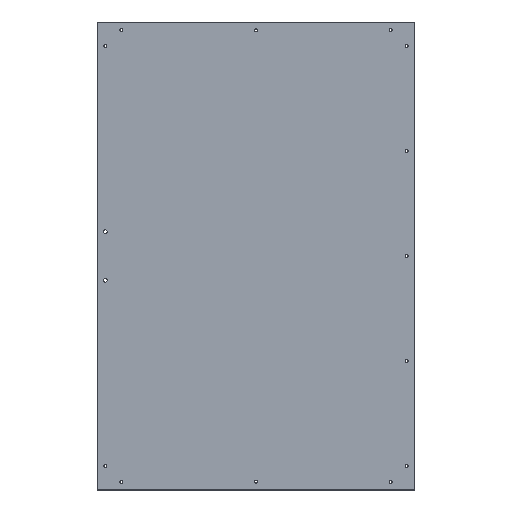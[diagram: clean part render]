
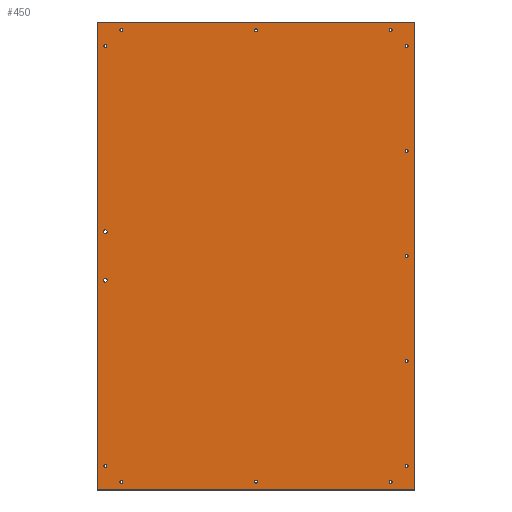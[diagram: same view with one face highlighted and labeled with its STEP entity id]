
A CAD part, top view. The second image highlights one B-rep face of the part: STEP entity #450.
In plain terms, the highlighted planar face has unit normal (0, 0, 1).
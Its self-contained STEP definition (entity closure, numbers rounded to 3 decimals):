
#15=FACE_BOUND('',#92,.T.);
#16=FACE_BOUND('',#93,.T.);
#17=FACE_BOUND('',#94,.T.);
#18=FACE_BOUND('',#95,.T.);
#19=FACE_BOUND('',#96,.T.);
#20=FACE_BOUND('',#97,.T.);
#21=FACE_BOUND('',#98,.T.);
#22=FACE_BOUND('',#99,.T.);
#23=FACE_BOUND('',#100,.T.);
#24=FACE_BOUND('',#101,.T.);
#25=FACE_BOUND('',#102,.T.);
#26=FACE_BOUND('',#103,.T.);
#27=FACE_BOUND('',#104,.T.);
#28=FACE_BOUND('',#105,.T.);
#29=FACE_BOUND('',#106,.T.);
#49=PLANE('',#515);
#70=FACE_OUTER_BOUND('',#91,.T.);
#91=EDGE_LOOP('',(#378,#379,#380,#381));
#92=EDGE_LOOP('',(#382));
#93=EDGE_LOOP('',(#383));
#94=EDGE_LOOP('',(#384));
#95=EDGE_LOOP('',(#385));
#96=EDGE_LOOP('',(#386));
#97=EDGE_LOOP('',(#387));
#98=EDGE_LOOP('',(#388));
#99=EDGE_LOOP('',(#389));
#100=EDGE_LOOP('',(#390));
#101=EDGE_LOOP('',(#391));
#102=EDGE_LOOP('',(#392));
#103=EDGE_LOOP('',(#393));
#104=EDGE_LOOP('',(#394));
#105=EDGE_LOOP('',(#395));
#106=EDGE_LOOP('',(#396));
#138=LINE('',#742,#165);
#142=LINE('',#750,#169);
#145=LINE('',#756,#172);
#148=LINE('',#761,#175);
#165=VECTOR('',#626,10.);
#169=VECTOR('',#632,10.);
#172=VECTOR('',#637,10.);
#175=VECTOR('',#642,10.);
#177=CIRCLE('',#467,3.3);
#179=CIRCLE('',#470,3.3);
#181=CIRCLE('',#473,2.75);
#183=CIRCLE('',#476,2.75);
#185=CIRCLE('',#479,2.75);
#187=CIRCLE('',#482,2.75);
#189=CIRCLE('',#485,2.75);
#191=CIRCLE('',#488,2.75);
#193=CIRCLE('',#491,2.75);
#195=CIRCLE('',#494,2.75);
#197=CIRCLE('',#497,2.75);
#199=CIRCLE('',#500,2.75);
#201=CIRCLE('',#503,2.75);
#203=CIRCLE('',#506,2.75);
#205=CIRCLE('',#509,2.75);
#207=VERTEX_POINT('',#650);
#209=VERTEX_POINT('',#656);
#211=VERTEX_POINT('',#662);
#213=VERTEX_POINT('',#668);
#215=VERTEX_POINT('',#674);
#217=VERTEX_POINT('',#680);
#219=VERTEX_POINT('',#686);
#221=VERTEX_POINT('',#692);
#223=VERTEX_POINT('',#698);
#225=VERTEX_POINT('',#704);
#227=VERTEX_POINT('',#710);
#229=VERTEX_POINT('',#716);
#231=VERTEX_POINT('',#722);
#233=VERTEX_POINT('',#728);
#235=VERTEX_POINT('',#734);
#237=VERTEX_POINT('',#740);
#238=VERTEX_POINT('',#741);
#241=VERTEX_POINT('',#749);
#243=VERTEX_POINT('',#755);
#245=EDGE_CURVE('',#207,#207,#177,.T.);
#248=EDGE_CURVE('',#209,#209,#179,.T.);
#251=EDGE_CURVE('',#211,#211,#181,.T.);
#254=EDGE_CURVE('',#213,#213,#183,.T.);
#257=EDGE_CURVE('',#215,#215,#185,.T.);
#260=EDGE_CURVE('',#217,#217,#187,.T.);
#263=EDGE_CURVE('',#219,#219,#189,.T.);
#266=EDGE_CURVE('',#221,#221,#191,.T.);
#269=EDGE_CURVE('',#223,#223,#193,.T.);
#272=EDGE_CURVE('',#225,#225,#195,.T.);
#275=EDGE_CURVE('',#227,#227,#197,.T.);
#278=EDGE_CURVE('',#229,#229,#199,.T.);
#281=EDGE_CURVE('',#231,#231,#201,.T.);
#284=EDGE_CURVE('',#233,#233,#203,.T.);
#287=EDGE_CURVE('',#235,#235,#205,.T.);
#290=EDGE_CURVE('',#237,#238,#138,.T.);
#294=EDGE_CURVE('',#241,#238,#142,.T.);
#297=EDGE_CURVE('',#243,#241,#145,.T.);
#300=EDGE_CURVE('',#243,#237,#148,.T.);
#378=ORIENTED_EDGE('',*,*,#300,.T.);
#379=ORIENTED_EDGE('',*,*,#290,.T.);
#380=ORIENTED_EDGE('',*,*,#294,.F.);
#381=ORIENTED_EDGE('',*,*,#297,.F.);
#382=ORIENTED_EDGE('',*,*,#245,.T.);
#383=ORIENTED_EDGE('',*,*,#248,.T.);
#384=ORIENTED_EDGE('',*,*,#251,.T.);
#385=ORIENTED_EDGE('',*,*,#254,.T.);
#386=ORIENTED_EDGE('',*,*,#257,.T.);
#387=ORIENTED_EDGE('',*,*,#260,.T.);
#388=ORIENTED_EDGE('',*,*,#263,.T.);
#389=ORIENTED_EDGE('',*,*,#266,.T.);
#390=ORIENTED_EDGE('',*,*,#269,.T.);
#391=ORIENTED_EDGE('',*,*,#272,.T.);
#392=ORIENTED_EDGE('',*,*,#275,.T.);
#393=ORIENTED_EDGE('',*,*,#278,.T.);
#394=ORIENTED_EDGE('',*,*,#281,.T.);
#395=ORIENTED_EDGE('',*,*,#284,.T.);
#396=ORIENTED_EDGE('',*,*,#287,.T.);
#450=ADVANCED_FACE('',(#70,#15,#16,#17,#18,#19,#20,#21,#22,#23,#24,#25,
#26,#27,#28,#29),#49,.T.);
#467=AXIS2_PLACEMENT_3D('',#651,#521,#522);
#470=AXIS2_PLACEMENT_3D('',#657,#528,#529);
#473=AXIS2_PLACEMENT_3D('',#663,#535,#536);
#476=AXIS2_PLACEMENT_3D('',#669,#542,#543);
#479=AXIS2_PLACEMENT_3D('',#675,#549,#550);
#482=AXIS2_PLACEMENT_3D('',#681,#556,#557);
#485=AXIS2_PLACEMENT_3D('',#687,#563,#564);
#488=AXIS2_PLACEMENT_3D('',#693,#570,#571);
#491=AXIS2_PLACEMENT_3D('',#699,#577,#578);
#494=AXIS2_PLACEMENT_3D('',#705,#584,#585);
#497=AXIS2_PLACEMENT_3D('',#711,#591,#592);
#500=AXIS2_PLACEMENT_3D('',#717,#598,#599);
#503=AXIS2_PLACEMENT_3D('',#723,#605,#606);
#506=AXIS2_PLACEMENT_3D('',#729,#612,#613);
#509=AXIS2_PLACEMENT_3D('',#735,#619,#620);
#515=AXIS2_PLACEMENT_3D('',#763,#644,#645);
#521=DIRECTION('center_axis',(0.,0.,-1.));
#522=DIRECTION('ref_axis',(1.,0.,0.));
#528=DIRECTION('center_axis',(0.,0.,-1.));
#529=DIRECTION('ref_axis',(1.,0.,0.));
#535=DIRECTION('center_axis',(0.,0.,-1.));
#536=DIRECTION('ref_axis',(1.,0.,0.));
#542=DIRECTION('center_axis',(0.,0.,-1.));
#543=DIRECTION('ref_axis',(1.,0.,0.));
#549=DIRECTION('center_axis',(0.,0.,-1.));
#550=DIRECTION('ref_axis',(1.,0.,0.));
#556=DIRECTION('center_axis',(0.,0.,-1.));
#557=DIRECTION('ref_axis',(1.,0.,0.));
#563=DIRECTION('center_axis',(0.,0.,-1.));
#564=DIRECTION('ref_axis',(1.,0.,0.));
#570=DIRECTION('center_axis',(0.,0.,-1.));
#571=DIRECTION('ref_axis',(1.,0.,0.));
#577=DIRECTION('center_axis',(0.,0.,-1.));
#578=DIRECTION('ref_axis',(1.,0.,0.));
#584=DIRECTION('center_axis',(0.,0.,-1.));
#585=DIRECTION('ref_axis',(1.,0.,0.));
#591=DIRECTION('center_axis',(0.,0.,-1.));
#592=DIRECTION('ref_axis',(1.,0.,0.));
#598=DIRECTION('center_axis',(0.,0.,-1.));
#599=DIRECTION('ref_axis',(1.,0.,0.));
#605=DIRECTION('center_axis',(0.,0.,-1.));
#606=DIRECTION('ref_axis',(1.,0.,0.));
#612=DIRECTION('center_axis',(0.,0.,-1.));
#613=DIRECTION('ref_axis',(1.,0.,0.));
#619=DIRECTION('center_axis',(0.,0.,-1.));
#620=DIRECTION('ref_axis',(1.,0.,0.));
#626=DIRECTION('',(0.,1.,0.));
#632=DIRECTION('',(1.,0.,0.));
#637=DIRECTION('',(0.,1.,0.));
#642=DIRECTION('',(1.,0.,0.));
#644=DIRECTION('center_axis',(0.,0.,1.));
#645=DIRECTION('ref_axis',(1.,0.,0.));
#650=CARTESIAN_POINT('',(-278.8,472.5,0.));
#651=CARTESIAN_POINT('Origin',(-275.5,472.5,0.));
#656=CARTESIAN_POINT('',(-278.8,383.5,0.));
#657=CARTESIAN_POINT('Origin',(-275.5,383.5,0.));
#662=CARTESIAN_POINT('',(-249.,15.,0.));
#663=CARTESIAN_POINT('Origin',(-246.25,15.,0.));
#668=CARTESIAN_POINT('',(243.5,15.,0.));
#669=CARTESIAN_POINT('Origin',(246.25,15.,0.));
#674=CARTESIAN_POINT('',(272.75,236.125,0.));
#675=CARTESIAN_POINT('Origin',(275.5,236.125,0.));
#680=CARTESIAN_POINT('',(272.75,619.875,0.));
#681=CARTESIAN_POINT('Origin',(275.5,619.875,0.));
#686=CARTESIAN_POINT('',(243.5,841.,0.));
#687=CARTESIAN_POINT('Origin',(246.25,841.,0.));
#692=CARTESIAN_POINT('',(-249.,841.,0.));
#693=CARTESIAN_POINT('Origin',(-246.25,841.,0.));
#698=CARTESIAN_POINT('',(-278.25,811.75,0.));
#699=CARTESIAN_POINT('Origin',(-275.5,811.75,0.));
#704=CARTESIAN_POINT('',(-2.75,841.,0.));
#705=CARTESIAN_POINT('Origin',(0.,841.,0.));
#710=CARTESIAN_POINT('',(272.75,811.75,0.));
#711=CARTESIAN_POINT('Origin',(275.5,811.75,0.));
#716=CARTESIAN_POINT('',(272.75,428.,0.));
#717=CARTESIAN_POINT('Origin',(275.5,428.,0.));
#722=CARTESIAN_POINT('',(272.75,44.25,0.));
#723=CARTESIAN_POINT('Origin',(275.5,44.25,0.));
#728=CARTESIAN_POINT('',(-2.75,15.,0.));
#729=CARTESIAN_POINT('Origin',(0.,15.,0.));
#734=CARTESIAN_POINT('',(-278.25,44.25,0.));
#735=CARTESIAN_POINT('Origin',(-275.5,44.25,0.));
#740=CARTESIAN_POINT('',(290.5,0.,0.));
#741=CARTESIAN_POINT('',(290.5,856.,0.));
#742=CARTESIAN_POINT('',(290.5,0.,0.));
#749=CARTESIAN_POINT('',(-290.5,856.,0.));
#750=CARTESIAN_POINT('',(-290.5,856.,0.));
#755=CARTESIAN_POINT('',(-290.5,0.,0.));
#756=CARTESIAN_POINT('',(-290.5,0.,0.));
#761=CARTESIAN_POINT('',(-290.5,0.,0.));
#763=CARTESIAN_POINT('Origin',(0.,428.,0.));
